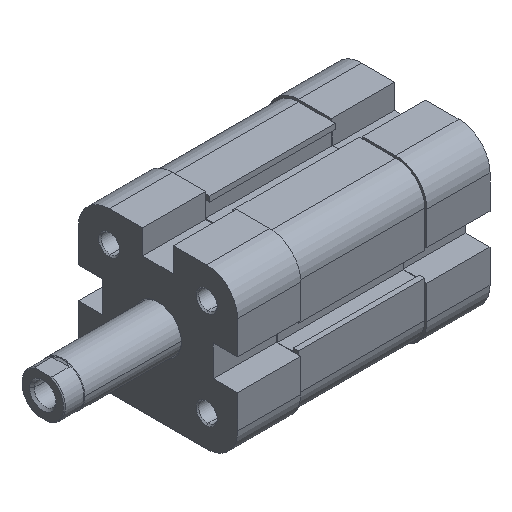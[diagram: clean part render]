
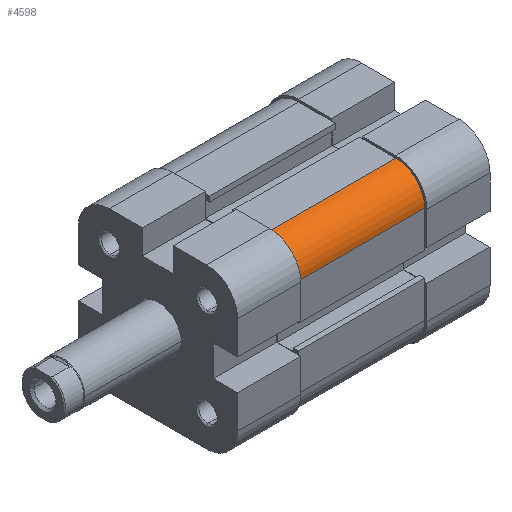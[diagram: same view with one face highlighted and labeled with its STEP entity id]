
A CAD part, isometric view. The second image highlights one B-rep face of the part: STEP entity #4598.
In plain terms, the highlighted cylindrical face has radius 6.5 mm (diameter 13 mm), a partial arc.
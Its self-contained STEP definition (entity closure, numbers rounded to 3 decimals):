
#248 = VERTEX_POINT ( 'NONE', #5429 ) ;
#253 = VERTEX_POINT ( 'NONE', #5433 ) ;
#258 = VERTEX_POINT ( 'NONE', #5438 ) ;
#276 = VERTEX_POINT ( 'NONE', #5456 ) ;
#472 = CIRCLE ( 'NONE', #4874, 6.5 ) ;
#634 = LINE ( 'NONE', #6140, #635 ) ;
#635 = VECTOR ( 'NONE', #6141, 1000. ) ;
#785 = LINE ( 'NONE', #6369, #786 ) ;
#786 = VECTOR ( 'NONE', #6370, 1000. ) ;
#838 = CIRCLE ( 'NONE', #4995, 6.5 ) ;
#1005 = FACE_OUTER_BOUND ( 'NONE', #3248, .T. ) ;
#1007 = CYLINDRICAL_SURFACE ( 'NONE', #5089, 6.5 ) ;
#2079 = DIRECTION ( 'NONE',  ( 0., 0., 1. ) ) ;
#2082 = DIRECTION ( 'NONE',  ( 1., 0., 0. ) ) ;
#2090 = CARTESIAN_POINT ( 'NONE',  ( 28.5, 6.5, -28.5 ) ) ;
#3248 = EDGE_LOOP ( 'NONE', ( #3332, #3331, #3330, #3329 ) ) ;
#3329 = ORIENTED_EDGE ( 'NONE', *, *, #4473, .T. ) ;
#3330 = ORIENTED_EDGE ( 'NONE', *, *, #4237, .T. ) ;
#3331 = ORIENTED_EDGE ( 'NONE', *, *, #4379, .F. ) ;
#3332 = ORIENTED_EDGE ( 'NONE', *, *, #4507, .F. ) ;
#4237 = EDGE_CURVE ( 'NONE', #276, #258, #472, .T. ) ;
#4379 = EDGE_CURVE ( 'NONE', #276, #248, #634, .T. ) ;
#4473 = EDGE_CURVE ( 'NONE', #258, #253, #785, .T. ) ;
#4507 = EDGE_CURVE ( 'NONE', #248, #253, #838, .T. ) ;
#4598 = ADVANCED_FACE ( 'NONE', ( #1005 ), #1007, .T. ) ;
#4874 = AXIS2_PLACEMENT_3D ( 'NONE', #5781, #5795, #5796 ) ;
#4995 = AXIS2_PLACEMENT_3D ( 'NONE', #6451, #6453, #6454 ) ;
#5089 = AXIS2_PLACEMENT_3D ( 'NONE', #2090, #2079, #2082 ) ;
#5429 = CARTESIAN_POINT ( 'NONE',  ( 28.5, 0., 0. ) ) ;
#5433 = CARTESIAN_POINT ( 'NONE',  ( 35., 6.5, 0. ) ) ;
#5438 = CARTESIAN_POINT ( 'NONE',  ( 35., 6.5, -28.5 ) ) ;
#5456 = CARTESIAN_POINT ( 'NONE',  ( 28.5, 0., -28.5 ) ) ;
#5781 = CARTESIAN_POINT ( 'NONE',  ( 28.5, 6.5, -28.5 ) ) ;
#5795 = DIRECTION ( 'NONE',  ( 0., 0., 1. ) ) ;
#5796 = DIRECTION ( 'NONE',  ( 1., 0., 0. ) ) ;
#6140 = CARTESIAN_POINT ( 'NONE',  ( 28.5, 0., -28.5 ) ) ;
#6141 = DIRECTION ( 'NONE',  ( 0., 0., 1. ) ) ;
#6369 = CARTESIAN_POINT ( 'NONE',  ( 35., 6.5, -28.5 ) ) ;
#6370 = DIRECTION ( 'NONE',  ( 0., 0., 1. ) ) ;
#6451 = CARTESIAN_POINT ( 'NONE',  ( 28.5, 6.5, 0. ) ) ;
#6453 = DIRECTION ( 'NONE',  ( 0., 0., 1. ) ) ;
#6454 = DIRECTION ( 'NONE',  ( 1., 0., 0. ) ) ;
